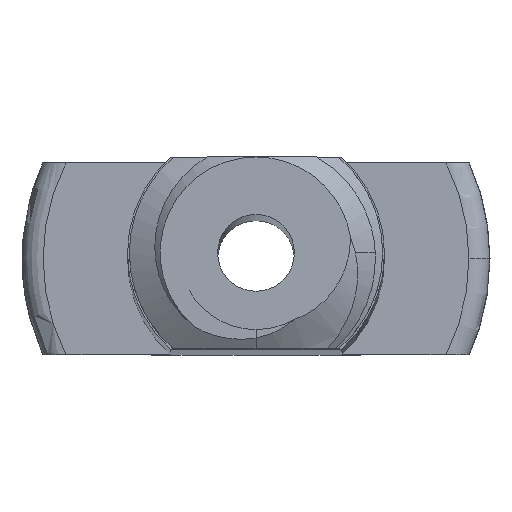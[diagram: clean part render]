
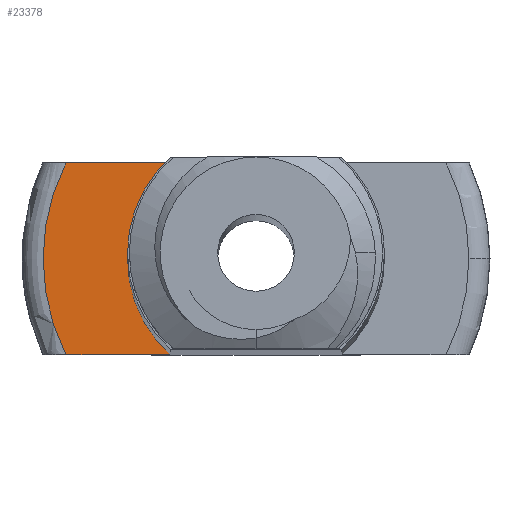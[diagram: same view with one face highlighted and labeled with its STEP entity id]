
A CAD part, top view. The second image highlights one B-rep face of the part: STEP entity #23378.
In plain terms, the highlighted planar face has unit normal (0, 0, 1).
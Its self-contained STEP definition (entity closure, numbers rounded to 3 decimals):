
#5165 = PLANE('',#5166);
#5166 = AXIS2_PLACEMENT_3D('',#5167,#5168,#5169);
#5167 = CARTESIAN_POINT('',(-12.5,-2.5,200.));
#5168 = DIRECTION('',(0.,1.,0.));
#5169 = DIRECTION('',(-1.,0.,0.));
#5954 = PLANE('',#5955);
#5955 = AXIS2_PLACEMENT_3D('',#5956,#5957,#5958);
#5956 = CARTESIAN_POINT('',(-12.5,2.5,200.));
#5957 = DIRECTION('',(0.,-1.,0.));
#5958 = DIRECTION('',(1.,0.,0.));
#7643 = VERTEX_POINT('',#7644);
#7644 = CARTESIAN_POINT('',(-2.23,-2.5,0.));
#7658 = CYLINDRICAL_SURFACE('',#7659,3.35);
#7659 = AXIS2_PLACEMENT_3D('',#7660,#7661,#7662);
#7660 = CARTESIAN_POINT('',(0.,0.,
    82.975));
#7661 = DIRECTION('',(0.,0.,-1.));
#7662 = DIRECTION('',(1.,0.,0.));
#7670 = EDGE_CURVE('',#7671,#7643,#7673,.T.);
#7671 = VERTEX_POINT('',#7672);
#7672 = CARTESIAN_POINT('',(-4.955,-2.5,0.));
#7673 = SURFACE_CURVE('',#7674,(#7678,#7685),.PCURVE_S1.);
#7674 = LINE('',#7675,#7676);
#7675 = CARTESIAN_POINT('',(-6.25,-2.5,0.));
#7676 = VECTOR('',#7677,1.);
#7677 = DIRECTION('',(1.,0.,0.));
#7678 = PCURVE('',#5165,#7679);
#7679 = DEFINITIONAL_REPRESENTATION('',(#7680),#7684);
#7680 = LINE('',#7681,#7682);
#7681 = CARTESIAN_POINT('',(-6.25,-200.));
#7682 = VECTOR('',#7683,1.);
#7683 = DIRECTION('',(-1.,0.));
#7684 = ( GEOMETRIC_REPRESENTATION_CONTEXT(2) 
PARAMETRIC_REPRESENTATION_CONTEXT() REPRESENTATION_CONTEXT('2D SPACE',''
  ) );
#7685 = PCURVE('',#7686,#7691);
#7686 = PLANE('',#7687);
#7687 = AXIS2_PLACEMENT_3D('',#7688,#7689,#7690);
#7688 = CARTESIAN_POINT('',(0.,0.,
    0.));
#7689 = DIRECTION('',(0.,0.,-1.));
#7690 = DIRECTION('',(1.,0.,0.));
#7691 = DEFINITIONAL_REPRESENTATION('',(#7692),#7696);
#7692 = LINE('',#7693,#7694);
#7693 = CARTESIAN_POINT('',(-6.25,2.5));
#7694 = VECTOR('',#7695,1.);
#7695 = DIRECTION('',(1.,0.));
#7696 = ( GEOMETRIC_REPRESENTATION_CONTEXT(2) 
PARAMETRIC_REPRESENTATION_CONTEXT() REPRESENTATION_CONTEXT('2D SPACE',''
  ) );
#7752 = TOROIDAL_SURFACE('',#7753,5.55,0.55);
#7753 = AXIS2_PLACEMENT_3D('',#7754,#7755,#7756);
#7754 = CARTESIAN_POINT('',(0.,0.,-0.55)
  );
#7755 = DIRECTION('',(0.,0.,1.));
#7756 = DIRECTION('',(1.,0.,0.));
#21826 = VERTEX_POINT('',#21827);
#21827 = CARTESIAN_POINT('',(-2.23,2.5,0.));
#21848 = EDGE_CURVE('',#21849,#21826,#21851,.T.);
#21849 = VERTEX_POINT('',#21850);
#21850 = CARTESIAN_POINT('',(-4.955,2.5,0.));
#21851 = SURFACE_CURVE('',#21852,(#21856,#21863),.PCURVE_S1.);
#21852 = LINE('',#21853,#21854);
#21853 = CARTESIAN_POINT('',(-6.25,2.5,0.));
#21854 = VECTOR('',#21855,1.);
#21855 = DIRECTION('',(1.,0.,0.));
#21856 = PCURVE('',#5954,#21857);
#21857 = DEFINITIONAL_REPRESENTATION('',(#21858),#21862);
#21858 = LINE('',#21859,#21860);
#21859 = CARTESIAN_POINT('',(6.25,-200.));
#21860 = VECTOR('',#21861,1.);
#21861 = DIRECTION('',(1.,0.));
#21862 = ( GEOMETRIC_REPRESENTATION_CONTEXT(2) 
PARAMETRIC_REPRESENTATION_CONTEXT() REPRESENTATION_CONTEXT('2D SPACE',''
  ) );
#21863 = PCURVE('',#7686,#21864);
#21864 = DEFINITIONAL_REPRESENTATION('',(#21865),#21869);
#21865 = LINE('',#21866,#21867);
#21866 = CARTESIAN_POINT('',(-6.25,-2.5));
#21867 = VECTOR('',#21868,1.);
#21868 = DIRECTION('',(1.,0.));
#21869 = ( GEOMETRIC_REPRESENTATION_CONTEXT(2) 
PARAMETRIC_REPRESENTATION_CONTEXT() REPRESENTATION_CONTEXT('2D SPACE',''
  ) );
#23307 = EDGE_CURVE('',#7643,#21826,#23308,.T.);
#23308 = SURFACE_CURVE('',#23309,(#23314,#23321),.PCURVE_S1.);
#23309 = CIRCLE('',#23310,3.35);
#23310 = AXIS2_PLACEMENT_3D('',#23311,#23312,#23313);
#23311 = CARTESIAN_POINT('',(0.,0.,
    0.));
#23312 = DIRECTION('',(0.,0.,-1.));
#23313 = DIRECTION('',(1.,0.,0.));
#23314 = PCURVE('',#7658,#23315);
#23315 = DEFINITIONAL_REPRESENTATION('',(#23316),#23320);
#23316 = LINE('',#23317,#23318);
#23317 = CARTESIAN_POINT('',(0.,82.975));
#23318 = VECTOR('',#23319,1.);
#23319 = DIRECTION('',(1.,0.));
#23320 = ( GEOMETRIC_REPRESENTATION_CONTEXT(2) 
PARAMETRIC_REPRESENTATION_CONTEXT() REPRESENTATION_CONTEXT('2D SPACE',''
  ) );
#23321 = PCURVE('',#7686,#23322);
#23322 = DEFINITIONAL_REPRESENTATION('',(#23323),#23327);
#23323 = CIRCLE('',#23324,3.35);
#23324 = AXIS2_PLACEMENT_2D('',#23325,#23326);
#23325 = CARTESIAN_POINT('',(0.,0.));
#23326 = DIRECTION('',(1.,0.));
#23327 = ( GEOMETRIC_REPRESENTATION_CONTEXT(2) 
PARAMETRIC_REPRESENTATION_CONTEXT() REPRESENTATION_CONTEXT('2D SPACE',''
  ) );
#23378 = ADVANCED_FACE('',(#23379),#7686,.F.);
#23379 = FACE_BOUND('',#23380,.T.);
#23380 = EDGE_LOOP('',(#23381,#23382,#23383,#23384));
#23381 = ORIENTED_EDGE('',*,*,#7670,.T.);
#23382 = ORIENTED_EDGE('',*,*,#23307,.T.);
#23383 = ORIENTED_EDGE('',*,*,#21848,.F.);
#23384 = ORIENTED_EDGE('',*,*,#23385,.F.);
#23385 = EDGE_CURVE('',#7671,#21849,#23386,.T.);
#23386 = SURFACE_CURVE('',#23387,(#23392,#23399),.PCURVE_S1.);
#23387 = CIRCLE('',#23388,5.55);
#23388 = AXIS2_PLACEMENT_3D('',#23389,#23390,#23391);
#23389 = CARTESIAN_POINT('',(0.,0.,
    0.));
#23390 = DIRECTION('',(0.,0.,-1.));
#23391 = DIRECTION('',(1.,0.,0.));
#23392 = PCURVE('',#7686,#23393);
#23393 = DEFINITIONAL_REPRESENTATION('',(#23394),#23398);
#23394 = CIRCLE('',#23395,5.55);
#23395 = AXIS2_PLACEMENT_2D('',#23396,#23397);
#23396 = CARTESIAN_POINT('',(0.,0.));
#23397 = DIRECTION('',(1.,0.));
#23398 = ( GEOMETRIC_REPRESENTATION_CONTEXT(2) 
PARAMETRIC_REPRESENTATION_CONTEXT() REPRESENTATION_CONTEXT('2D SPACE',''
  ) );
#23399 = PCURVE('',#7752,#23400);
#23400 = DEFINITIONAL_REPRESENTATION('',(#23401),#23405);
#23401 = LINE('',#23402,#23403);
#23402 = CARTESIAN_POINT('',(-0.,7.854));
#23403 = VECTOR('',#23404,1.);
#23404 = DIRECTION('',(-1.,0.));
#23405 = ( GEOMETRIC_REPRESENTATION_CONTEXT(2) 
PARAMETRIC_REPRESENTATION_CONTEXT() REPRESENTATION_CONTEXT('2D SPACE',''
  ) );
